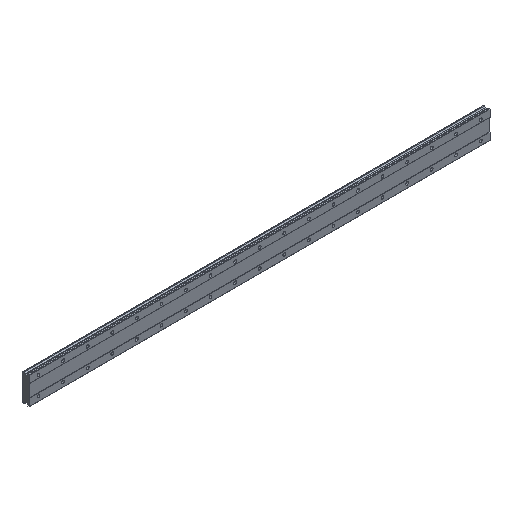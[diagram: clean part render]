
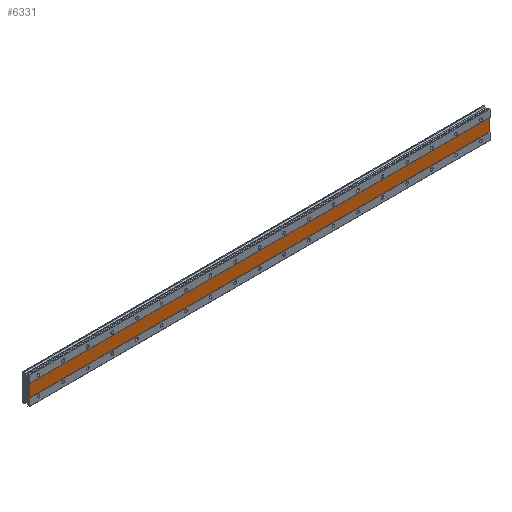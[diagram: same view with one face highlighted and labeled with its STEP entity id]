
A CAD part, isometric view. The second image highlights one B-rep face of the part: STEP entity #6331.
In plain terms, the highlighted planar face has unit normal (0, -1, 0).
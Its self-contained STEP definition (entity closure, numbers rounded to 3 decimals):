
#118 = CARTESIAN_POINT ( 'NONE',  ( 1470., 1., -20. ) ) ;
#181 = VERTEX_POINT ( 'NONE', #4235 ) ;
#354 = CARTESIAN_POINT ( 'NONE',  ( 1470., 1., -20. ) ) ;
#372 = VECTOR ( 'NONE', #1163, 1000. ) ;
#594 = LINE ( 'NONE', #3230, #2730 ) ;
#1135 = DIRECTION ( 'NONE',  ( -1., 0., 0. ) ) ;
#1163 = DIRECTION ( 'NONE',  ( 1., 0., 0. ) ) ;
#1308 = AXIS2_PLACEMENT_3D ( 'NONE', #3643, #3007, #3570 ) ;
#1406 = FACE_OUTER_BOUND ( 'NONE', #4346, .T. ) ;
#1567 = EDGE_CURVE ( 'NONE', #3164, #181, #5992, .T. ) ;
#2021 = CARTESIAN_POINT ( 'NONE',  ( 1470., 1., 20. ) ) ;
#2730 = VECTOR ( 'NONE', #5429, 1000. ) ;
#2801 = CARTESIAN_POINT ( 'NONE',  ( 1470., 1., 20. ) ) ;
#3007 = DIRECTION ( 'NONE',  ( 0., 1., 0. ) ) ;
#3096 = CARTESIAN_POINT ( 'NONE',  ( -30., 1., 20. ) ) ;
#3164 = VERTEX_POINT ( 'NONE', #354 ) ;
#3230 = CARTESIAN_POINT ( 'NONE',  ( 1470., 1., 20. ) ) ;
#3236 = ORIENTED_EDGE ( 'NONE', *, *, #1567, .F. ) ;
#3570 = DIRECTION ( 'NONE',  ( 0., 0., 1. ) ) ;
#3643 = CARTESIAN_POINT ( 'NONE',  ( 1470., 1., 20. ) ) ;
#3968 = LINE ( 'NONE', #2801, #372 ) ;
#4113 = PLANE ( 'NONE',  #1308 ) ;
#4235 = CARTESIAN_POINT ( 'NONE',  ( -30., 1., -20. ) ) ;
#4346 = EDGE_LOOP ( 'NONE', ( #3236, #5464, #4956, #4469 ) ) ;
#4457 = EDGE_CURVE ( 'NONE', #181, #5603, #5790, .T. ) ;
#4469 = ORIENTED_EDGE ( 'NONE', *, *, #4457, .F. ) ;
#4747 = CARTESIAN_POINT ( 'NONE',  ( -30., 1., 20. ) ) ;
#4956 = ORIENTED_EDGE ( 'NONE', *, *, #5787, .F. ) ;
#4964 = EDGE_CURVE ( 'NONE', #5570, #3164, #594, .T. ) ;
#5253 = DIRECTION ( 'NONE',  ( 0., 0., 1. ) ) ;
#5328 = VECTOR ( 'NONE', #5253, 1000. ) ;
#5429 = DIRECTION ( 'NONE',  ( 0., 0., -1. ) ) ;
#5464 = ORIENTED_EDGE ( 'NONE', *, *, #4964, .F. ) ;
#5570 = VERTEX_POINT ( 'NONE', #2021 ) ;
#5603 = VERTEX_POINT ( 'NONE', #4747 ) ;
#5787 = EDGE_CURVE ( 'NONE', #5603, #5570, #3968, .T. ) ;
#5790 = LINE ( 'NONE', #3096, #5328 ) ;
#5992 = LINE ( 'NONE', #118, #6452 ) ;
#6331 = ADVANCED_FACE ( 'NONE', ( #1406 ), #4113, .F. ) ;
#6452 = VECTOR ( 'NONE', #1135, 1000. ) ;
